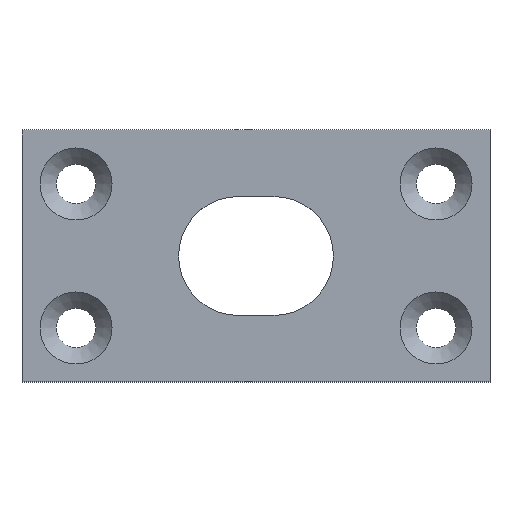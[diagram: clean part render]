
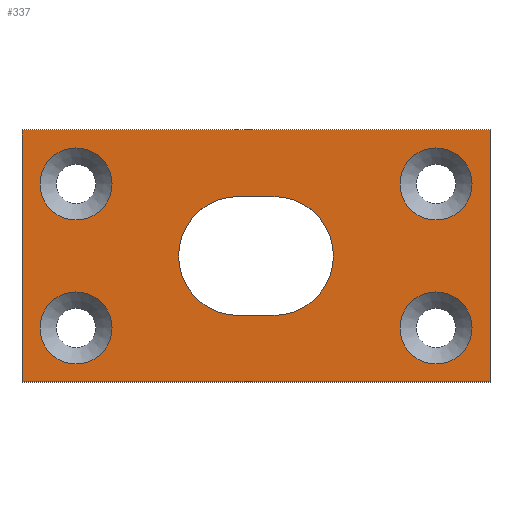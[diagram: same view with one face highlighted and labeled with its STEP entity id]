
A CAD part, top view. The second image highlights one B-rep face of the part: STEP entity #337.
In plain terms, the highlighted planar face has unit normal (0, 0, 1).
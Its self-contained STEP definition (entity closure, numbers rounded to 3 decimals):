
#15=FACE_BOUND('',#74,.T.);
#16=FACE_BOUND('',#75,.T.);
#17=FACE_BOUND('',#76,.T.);
#18=FACE_BOUND('',#77,.T.);
#19=FACE_BOUND('',#78,.T.);
#31=PLANE('',#385);
#55=FACE_OUTER_BOUND('',#73,.T.);
#73=EDGE_LOOP('',(#293,#294,#295,#296));
#74=EDGE_LOOP('',(#297));
#75=EDGE_LOOP('',(#298));
#76=EDGE_LOOP('',(#299));
#77=EDGE_LOOP('',(#300));
#78=EDGE_LOOP('',(#301,#302,#303,#304));
#95=LINE('',#533,#123);
#99=LINE('',#545,#127);
#101=LINE('',#553,#129);
#105=LINE('',#561,#133);
#108=LINE('',#567,#136);
#111=LINE('',#572,#139);
#123=VECTOR('',#441,10.);
#127=VECTOR('',#453,10.);
#129=VECTOR('',#463,10.);
#133=VECTOR('',#469,10.);
#136=VECTOR('',#474,10.);
#139=VECTOR('',#479,10.);
#141=CIRCLE('',#354,5.);
#144=CIRCLE('',#359,5.);
#147=CIRCLE('',#364,5.);
#150=CIRCLE('',#369,5.);
#154=CIRCLE('',#376,8.25);
#156=CIRCLE('',#380,8.25);
#157=VERTEX_POINT('',#487);
#160=VERTEX_POINT('',#497);
#163=VERTEX_POINT('',#507);
#166=VERTEX_POINT('',#517);
#171=VERTEX_POINT('',#530);
#172=VERTEX_POINT('',#532);
#174=VERTEX_POINT('',#538);
#176=VERTEX_POINT('',#544);
#177=VERTEX_POINT('',#551);
#178=VERTEX_POINT('',#552);
#181=VERTEX_POINT('',#560);
#183=VERTEX_POINT('',#566);
#185=EDGE_CURVE('',#157,#157,#141,.T.);
#190=EDGE_CURVE('',#160,#160,#144,.T.);
#195=EDGE_CURVE('',#163,#163,#147,.T.);
#200=EDGE_CURVE('',#166,#166,#150,.T.);
#207=EDGE_CURVE('',#172,#171,#95,.T.);
#210=EDGE_CURVE('',#174,#172,#154,.T.);
#213=EDGE_CURVE('',#176,#174,#99,.T.);
#216=EDGE_CURVE('',#171,#176,#156,.T.);
#217=EDGE_CURVE('',#177,#178,#101,.T.);
#221=EDGE_CURVE('',#178,#181,#105,.T.);
#224=EDGE_CURVE('',#181,#183,#108,.T.);
#227=EDGE_CURVE('',#183,#177,#111,.T.);
#293=ORIENTED_EDGE('',*,*,#217,.F.);
#294=ORIENTED_EDGE('',*,*,#227,.F.);
#295=ORIENTED_EDGE('',*,*,#224,.F.);
#296=ORIENTED_EDGE('',*,*,#221,.F.);
#297=ORIENTED_EDGE('',*,*,#185,.T.);
#298=ORIENTED_EDGE('',*,*,#190,.T.);
#299=ORIENTED_EDGE('',*,*,#195,.T.);
#300=ORIENTED_EDGE('',*,*,#200,.T.);
#301=ORIENTED_EDGE('',*,*,#213,.T.);
#302=ORIENTED_EDGE('',*,*,#210,.T.);
#303=ORIENTED_EDGE('',*,*,#207,.T.);
#304=ORIENTED_EDGE('',*,*,#216,.T.);
#337=ADVANCED_FACE('',(#55,#15,#16,#17,#18,#19),#31,.T.);
#354=AXIS2_PLACEMENT_3D('',#488,#391,#392);
#359=AXIS2_PLACEMENT_3D('',#498,#403,#404);
#364=AXIS2_PLACEMENT_3D('',#508,#415,#416);
#369=AXIS2_PLACEMENT_3D('',#518,#427,#428);
#376=AXIS2_PLACEMENT_3D('',#539,#447,#448);
#380=AXIS2_PLACEMENT_3D('',#549,#459,#460);
#385=AXIS2_PLACEMENT_3D('',#574,#481,#482);
#391=DIRECTION('center_axis',(0.,0.,-1.));
#392=DIRECTION('ref_axis',(1.,0.,0.));
#403=DIRECTION('center_axis',(0.,0.,-1.));
#404=DIRECTION('ref_axis',(1.,0.,0.));
#415=DIRECTION('center_axis',(0.,0.,-1.));
#416=DIRECTION('ref_axis',(1.,0.,0.));
#427=DIRECTION('center_axis',(0.,0.,-1.));
#428=DIRECTION('ref_axis',(1.,0.,0.));
#441=DIRECTION('',(-1.,0.,0.));
#447=DIRECTION('center_axis',(0.,0.,-1.));
#448=DIRECTION('ref_axis',(0.,1.,0.));
#453=DIRECTION('',(1.,0.,0.));
#459=DIRECTION('center_axis',(0.,0.,-1.));
#460=DIRECTION('ref_axis',(0.,-1.,0.));
#463=DIRECTION('',(0.,-1.,0.));
#469=DIRECTION('',(-1.,0.,0.));
#474=DIRECTION('',(0.,1.,0.));
#479=DIRECTION('',(1.,0.,0.));
#481=DIRECTION('center_axis',(0.,0.,1.));
#482=DIRECTION('ref_axis',(1.,0.,0.));
#487=CARTESIAN_POINT('',(20.,-10.,1.5));
#488=CARTESIAN_POINT('Origin',(25.,-10.,1.5));
#497=CARTESIAN_POINT('',(-30.,10.,1.5));
#498=CARTESIAN_POINT('Origin',(-25.,10.,1.5));
#507=CARTESIAN_POINT('',(20.,10.,1.5));
#508=CARTESIAN_POINT('Origin',(25.,10.,1.5));
#517=CARTESIAN_POINT('',(-30.,-10.,1.5));
#518=CARTESIAN_POINT('Origin',(-25.,-10.,1.5));
#530=CARTESIAN_POINT('',(-2.5,-8.25,1.5));
#532=CARTESIAN_POINT('',(2.5,-8.25,1.5));
#533=CARTESIAN_POINT('',(1.25,-8.25,1.5));
#538=CARTESIAN_POINT('',(2.5,8.25,1.5));
#539=CARTESIAN_POINT('Origin',(2.5,0.,1.5));
#544=CARTESIAN_POINT('',(-2.5,8.25,1.5));
#545=CARTESIAN_POINT('',(-1.25,8.25,1.5));
#549=CARTESIAN_POINT('Origin',(-2.5,0.,1.5));
#551=CARTESIAN_POINT('',(32.5,17.5,1.5));
#552=CARTESIAN_POINT('',(32.5,-17.5,1.5));
#553=CARTESIAN_POINT('',(32.5,17.5,1.5));
#560=CARTESIAN_POINT('',(-32.5,-17.5,1.5));
#561=CARTESIAN_POINT('',(32.5,-17.5,1.5));
#566=CARTESIAN_POINT('',(-32.5,17.5,1.5));
#567=CARTESIAN_POINT('',(-32.5,-17.5,1.5));
#572=CARTESIAN_POINT('',(-32.5,17.5,1.5));
#574=CARTESIAN_POINT('Origin',(0.,0.,
1.5));
